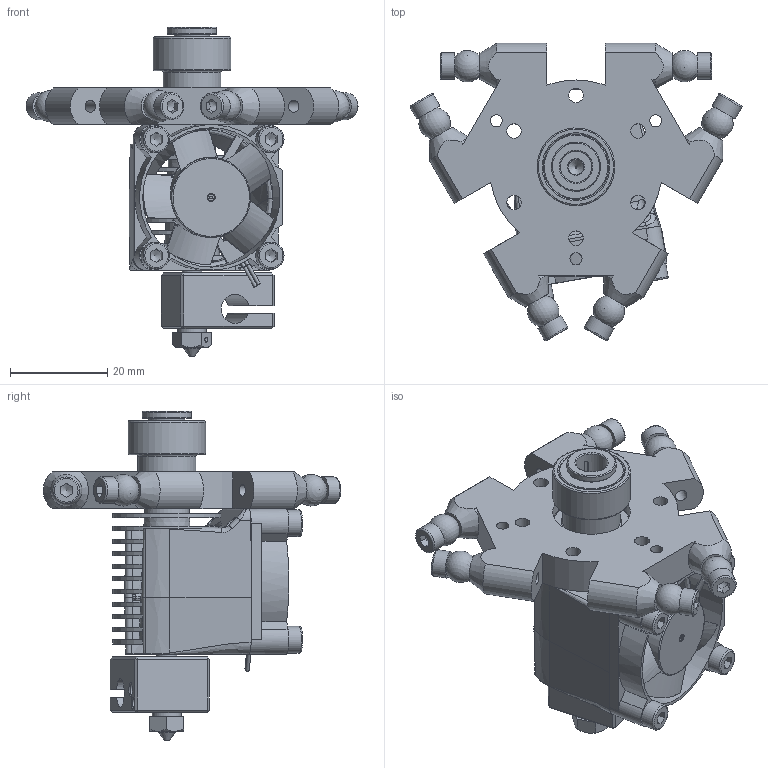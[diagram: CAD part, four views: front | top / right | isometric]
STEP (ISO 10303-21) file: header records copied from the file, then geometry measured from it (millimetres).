
FILE_DESCRIPTION(/* description */ (''),/* implementation_level */ '2;1');
FILE_NAME(/* name */ '1420-02-00 Tete.stp',/* time_stamp */ '2017-01-05T03:19:22+01:00',/* author */ ('adrie'),/* organization */ (''),/* preprocessor_version */ 'ST-DEVELOPER v16.5',/* originating_system */ 'Autodesk Inventor 2017',/* authorisation */ '');
FILE_SCHEMA (('AUTOMOTIVE_DESIGN { 1 0 10303 214 3 1 1 }'));
Length unit declared in the file: millimetre
Products named in the file (13): 14-02-00 Tete; Buse E3D V6; Base; Vis; bloque_chauffe; Buse_04; Bague-laiton; clip; Efflector; Rotule; Support ventillateur E3D; Ventilateur 30x30x10; ANSI B18.3.1M - M3x0,5 x 10
Assembly tree (26 placements, depth 3):
  14-02-00 Tete
    Buse E3D V6
      Base
      Vis
      bloque_chauffe
      Buse_04
      Bague-laiton
      clip
    Efflector
    ANSI B18.3.1M - M3x0,5 x 10  x10
    Rotule  x6
    Support ventillateur E3D
    Ventilateur 30x30x10
Bounding box: 68.45 x 61.34 x 67.95 mm (x, y, z)
Volume: 30367 mm3; surface area: 32391.1 mm2
Topology: 28 solids, 28 shells, 713 faces, 1701 edges, 1090 vertices
Faces by surface type: plane 326, cylinder 188, cone 86, torus 66, bspline 33, sphere 14
Full cylindrical faces by diameter (mm): 0.4 x1, 0.6 x1, 0.75 x10, 1 x3, 1.125 x2, 2 x1, 2.459 x10, 2.475 x4, 2.5 x3, 2.625 x1, 3 x16, 3.1 x6, 3.15 x2, 3.3 x1, 3.5 x1, 3.9 x6, 4.1 x1, 4.85 x1, 4.917 x2, 5.5 x10, 6 x3, 6.5 x2, 7.9 x1, 8 x1, 10.15 x1, 11.95 x1, 13.5 x2, 15 x1, 16 x4, 16.5 x1
Entity records: 18291 total; most frequent: CARTESIAN_POINT 5663, DIRECTION 2577, ORIENTED_EDGE 2244, EDGE_CURVE 1122, AXIS2_PLACEMENT_3D 1069, EDGE_LOOP 833, VERTEX_POINT 803, ADVANCED_FACE 552
